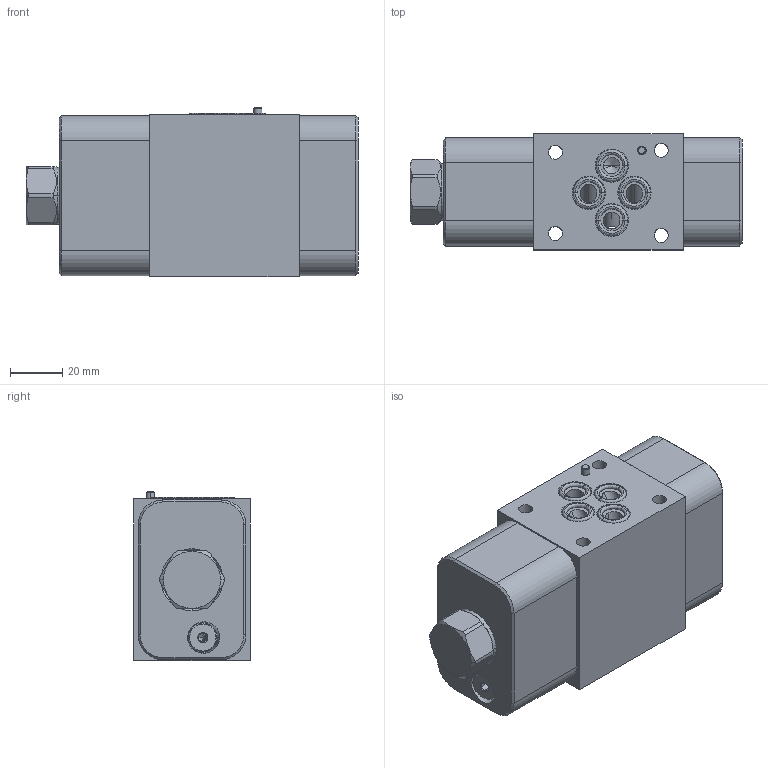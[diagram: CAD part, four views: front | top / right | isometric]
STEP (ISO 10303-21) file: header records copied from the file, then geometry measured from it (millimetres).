
FILE_DESCRIPTION((''),'2;1');
FILE_NAME('U5D_ASM','2021-02-03T',('ProEService'),(''),'PRO/ENGINEER BY PARAMETRIC TECHNOLOGY CORPORATION, 2014200','PRO/ENGINEER BY PARAMETRIC TECHNOLOGY CORPORATION, 2014200','');
FILE_SCHEMA(('CONFIG_CONTROL_DESIGN'));
Length unit declared in the file: inch
Products named in the file (6): 17E-505; LPDCXHN; A330-006-002; 811-001-006; 500-001-012; U5D_ASM
Assembly tree (8 placements, depth 2):
  U5D_ASM
    17E-505
    LPDCXHN
    A330-006-002
    811-001-006
    500-001-012  x4
Bounding box: 126.97 x 44.45 x 64.85 mm (x, y, z)
Volume: 268401.9 mm3; surface area: 53279.7 mm2
Topology: 10 solids, 11 shells, 356 faces, 1100 edges, 910 vertices
Faces by surface type: cylinder 136, plane 83, cone 83, revolution 26, torus 20, sphere 8
Entity records: 14150 total; most frequent: CARTESIAN_POINT 4641, DIRECTION 2036, ORIENTED_EDGE 1622, EDGE_CURVE 811, AXIS2_PLACEMENT_3D 729, VECTOR 564, LINE 564, VERTEX_POINT 502
